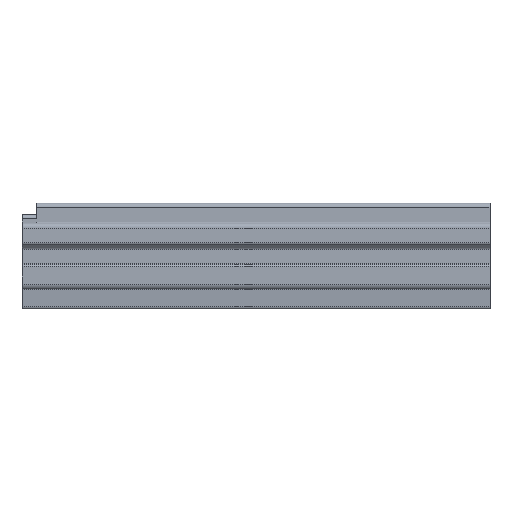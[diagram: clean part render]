
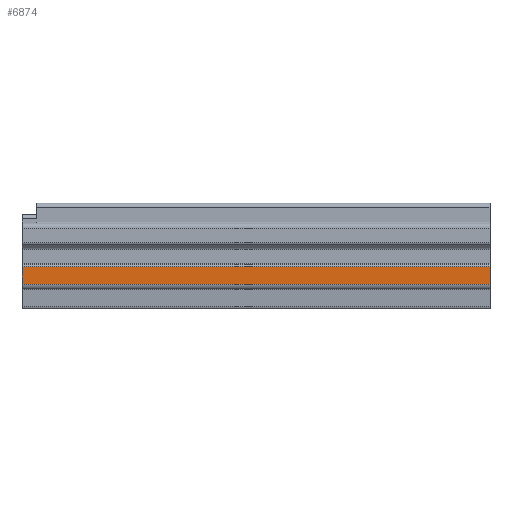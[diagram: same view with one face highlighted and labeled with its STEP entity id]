
A CAD part, left-side view. The second image highlights one B-rep face of the part: STEP entity #6874.
In plain terms, the highlighted planar face has unit normal (-1, 0, 0).
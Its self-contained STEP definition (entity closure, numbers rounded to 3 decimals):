
#324=DIRECTION('',(0.,1.,0.));
#325=VECTOR('',#324,47.);
#326=CARTESIAN_POINT('',(-6.25,-45.5,-1.057));
#327=LINE('',#326,#325);
#328=DIRECTION('',(0.,1.,0.));
#329=VECTOR('',#328,47.);
#330=CARTESIAN_POINT('',(-6.25,-45.5,-2.85));
#331=LINE('',#330,#329);
#2876=DIRECTION('',(0.,0.,1.));
#2877=VECTOR('',#2876,1.793);
#2878=CARTESIAN_POINT('',(-6.25,-45.5,-2.85));
#2879=LINE('',#2878,#2877);
#4024=DIRECTION('',(0.,0.,1.));
#4025=VECTOR('',#4024,1.793);
#4026=CARTESIAN_POINT('',(-6.25,1.5,-2.85));
#4027=LINE('',#4026,#4025);
#5124=CARTESIAN_POINT('',(-6.25,-45.5,-2.85));
#5125=VERTEX_POINT('',#5124);
#5126=CARTESIAN_POINT('',(-6.25,-45.5,-1.057));
#5127=VERTEX_POINT('',#5126);
#6486=CARTESIAN_POINT('',(-6.25,1.5,-2.85));
#6487=VERTEX_POINT('',#6486);
#6488=CARTESIAN_POINT('',(-6.25,1.5,-1.057));
#6489=VERTEX_POINT('',#6488);
#6860=CARTESIAN_POINT('',(-6.25,0.,-2.85));
#6861=DIRECTION('',(-1.,0.,0.));
#6862=DIRECTION('',(0.,0.,1.));
#6863=AXIS2_PLACEMENT_3D('',#6860,#6861,#6862);
#6864=PLANE('',#6863);
#6866=ORIENTED_EDGE('',*,*,#6865,.T.);
#6868=ORIENTED_EDGE('',*,*,#6867,.T.);
#6869=ORIENTED_EDGE('',*,*,#6850,.F.);
#6871=ORIENTED_EDGE('',*,*,#6870,.F.);
#6872=EDGE_LOOP('',(#6866,#6868,#6869,#6871));
#6873=FACE_OUTER_BOUND('',#6872,.F.);
#6874=ADVANCED_FACE('',(#6873),#6864,.T.);
#6850=EDGE_CURVE('',#5127,#6489,#327,.T.);
#6865=EDGE_CURVE('',#5125,#6487,#331,.T.);
#6867=EDGE_CURVE('',#6487,#6489,#4027,.T.);
#6870=EDGE_CURVE('',#5125,#5127,#2879,.T.);
